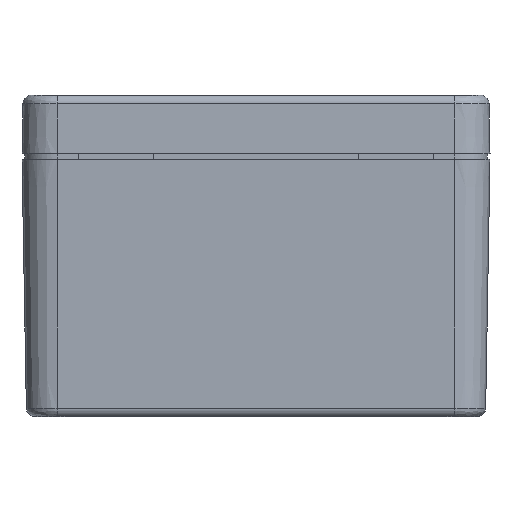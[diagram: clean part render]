
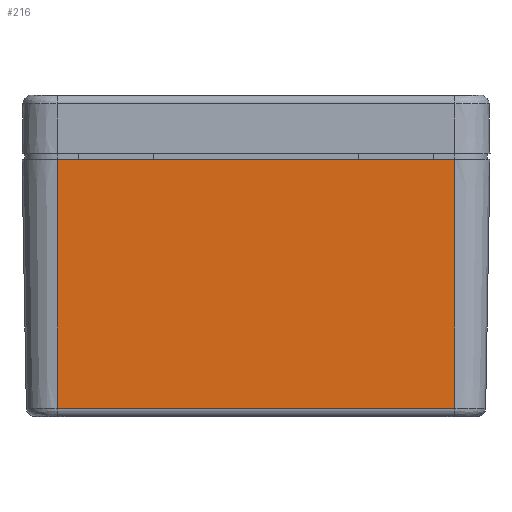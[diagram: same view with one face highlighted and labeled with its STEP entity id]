
A CAD part, front view. The second image highlights one B-rep face of the part: STEP entity #216.
In plain terms, the highlighted planar face has unit normal (0, -1, -0.018).
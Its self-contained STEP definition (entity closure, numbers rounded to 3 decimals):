
#7 = VERTEX_POINT ( 'NONE', #564 ) ;
#216 = ADVANCED_FACE ( 'NONE', ( #8333 ), #34472, .T. ) ;
#427 = CARTESIAN_POINT ( 'NONE',  ( -500.539, 740.577, 11.763 ) ) ;
#564 = CARTESIAN_POINT ( 'NONE',  ( -568.539, 740.577, 11.763 ) ) ;
#1099 = DIRECTION ( 'NONE',  ( 0., 0.017, -1. ) ) ;
#1419 = CARTESIAN_POINT ( 'NONE',  ( -500.539, 740.577, 11.763 ) ) ;
#2247 = EDGE_CURVE ( 'NONE', #27241, #31129, #26437, .T. ) ;
#2263 = LINE ( 'NONE', #427, #16746 ) ;
#6754 = VECTOR ( 'NONE', #33470, 1000. ) ;
#8333 = FACE_OUTER_BOUND ( 'NONE', #27432, .T. ) ;
#9076 = ORIENTED_EDGE ( 'NONE', *, *, #33809, .T. ) ;
#9708 = ORIENTED_EDGE ( 'NONE', *, *, #23153, .T. ) ;
#11839 = VECTOR ( 'NONE', #17979, 1000. ) ;
#12499 = CARTESIAN_POINT ( 'NONE',  ( -534.539, 741.319, -30.763 ) ) ;
#12833 = CARTESIAN_POINT ( 'NONE',  ( -534.539, 740.577, 11.763 ) ) ;
#13016 = VECTOR ( 'NONE', #1099, 1000. ) ;
#14806 = CARTESIAN_POINT ( 'NONE',  ( -568.539, 740.577, 11.763 ) ) ;
#15163 = EDGE_CURVE ( 'NONE', #18281, #7, #21290, .T. ) ;
#15580 = DIRECTION ( 'NONE',  ( 0., 0.017, -1. ) ) ;
#16318 = CARTESIAN_POINT ( 'NONE',  ( -568.539, 741.319, -30.763 ) ) ;
#16746 = VECTOR ( 'NONE', #19495, 1000. ) ;
#17079 = CARTESIAN_POINT ( 'NONE',  ( -534.539, 740.577, 11.763 ) ) ;
#17979 = DIRECTION ( 'NONE',  ( -1., 0., 0. ) ) ;
#18281 = VERTEX_POINT ( 'NONE', #1419 ) ;
#19495 = DIRECTION ( 'NONE',  ( 0., -0.017, 1. ) ) ;
#21290 = LINE ( 'NONE', #17079, #6754 ) ;
#23153 = EDGE_CURVE ( 'NONE', #7, #31129, #33962, .T. ) ;
#23816 = CARTESIAN_POINT ( 'NONE',  ( -500.539, 741.319, -30.763 ) ) ;
#25299 = AXIS2_PLACEMENT_3D ( 'NONE', #12833, #31961, #15580 ) ;
#26437 = LINE ( 'NONE', #12499, #11839 ) ;
#27241 = VERTEX_POINT ( 'NONE', #23816 ) ;
#27432 = EDGE_LOOP ( 'NONE', ( #31360, #9076, #29662, #9708 ) ) ;
#29662 = ORIENTED_EDGE ( 'NONE', *, *, #15163, .T. ) ;
#31129 = VERTEX_POINT ( 'NONE', #16318 ) ;
#31360 = ORIENTED_EDGE ( 'NONE', *, *, #2247, .F. ) ;
#31961 = DIRECTION ( 'NONE',  ( 0., -1., -0.017 ) ) ;
#33470 = DIRECTION ( 'NONE',  ( -1., 0., 0. ) ) ;
#33809 = EDGE_CURVE ( 'NONE', #27241, #18281, #2263, .T. ) ;
#33962 = LINE ( 'NONE', #14806, #13016 ) ;
#34472 = PLANE ( 'NONE',  #25299 ) ;
